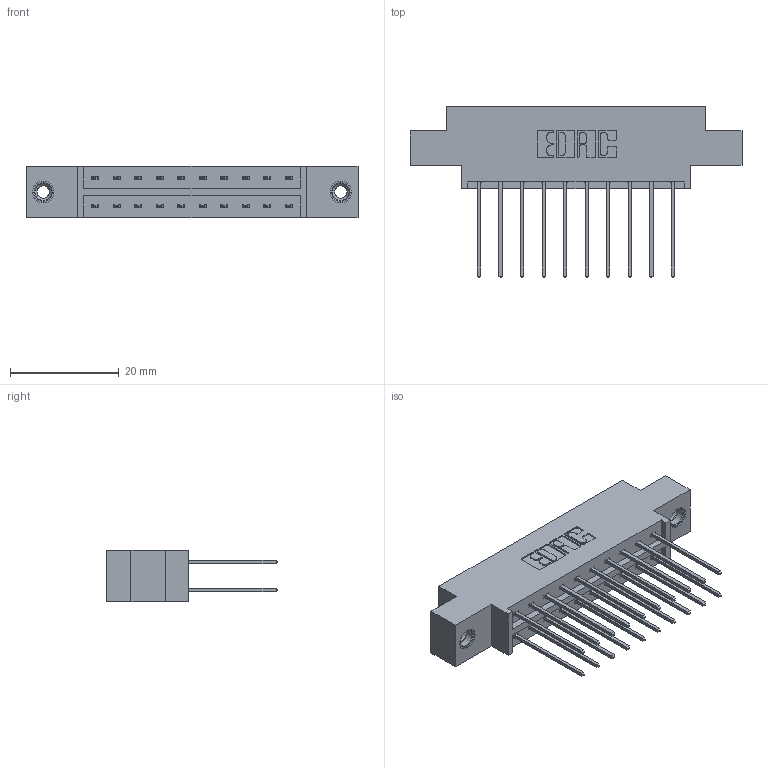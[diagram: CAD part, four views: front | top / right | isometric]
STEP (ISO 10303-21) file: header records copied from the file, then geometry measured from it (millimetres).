
FILE_DESCRIPTION (( 'STEP AP203' ), '1' );
FILE_NAME ('833-020-542-808.STEP', '2020-06-01T13:24:38', ( '' ), ( '' ), 'SwSTEP 2.0', 'SolidWorks 2020', '' );
FILE_SCHEMA (( 'CONFIG_CONTROL_DESIGN' ));
Length unit declared in the file: inch
Products named in the file (4): 345-250-001_345-250-003-102; 833-020-542-808; 833 Part_Offset - .156 Dia - TI; 345-292-001_345-293-142
Assembly tree (23 placements, depth 2):
  833-020-542-808
    833 Part_Offset - .156 Dia - TI
    345-292-001_345-293-142  x20
    345-250-001_345-250-003-102  x2
Bounding box: 61.16 x 31.63 x 9.4 mm (x, y, z)
Volume: 5804.1 mm3; surface area: 7221.9 mm2
Topology: 23 solids, 23 shells, 1218 faces, 3559 edges, 2338 vertices
Faces by surface type: plane 826, cylinder 376, cone 12, torus 4
Entity records: 11908 total; most frequent: CARTESIAN_POINT 1997, ORIENTED_EDGE 1926, DIRECTION 1793, EDGE_CURVE 963, VECTOR 815, LINE 815, VERTEX_POINT 636, AXIS2_PLACEMENT_3D 489
